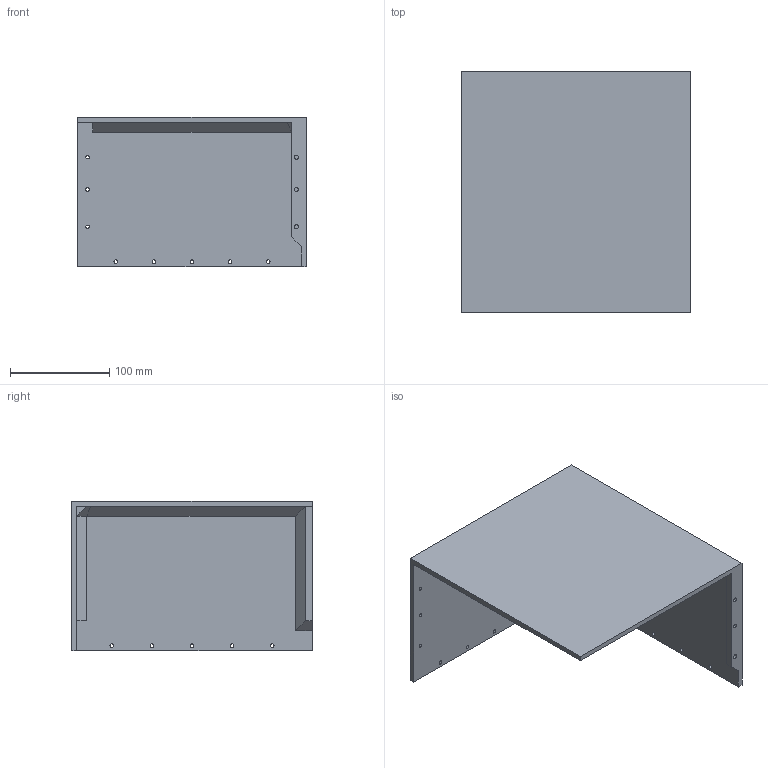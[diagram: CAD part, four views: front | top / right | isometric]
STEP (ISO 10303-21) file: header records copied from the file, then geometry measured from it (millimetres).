
FILE_DESCRIPTION (( 'STEP AP203' ), '1' );
FILE_NAME ('Obudowa_spod.STEP', '2025-02-16T22:08:10', ( '' ), ( '' ), 'SwSTEP 2.0', 'SolidWorks 2024', '' );
FILE_SCHEMA (( 'CONFIG_CONTROL_DESIGN' ));
Length unit declared in the file: millimetre
Products named in the file (1): Obudowa_spod
Bounding box: 230 x 242 x 150 mm (x, y, z)
Volume: 656408.6 mm3; surface area: 252410.6 mm2
Topology: 1 solids, 1 shells, 92 faces, 219 edges, 145 vertices
Faces by surface type: cylinder 58, plane 34
Entity records: 2844 total; most frequent: DIRECTION 521, CARTESIAN_POINT 457, ORIENTED_EDGE 438, EDGE_CURVE 219, AXIS2_PLACEMENT_3D 209, VERTEX_POINT 145, EDGE_LOOP 134, CIRCLE 116
